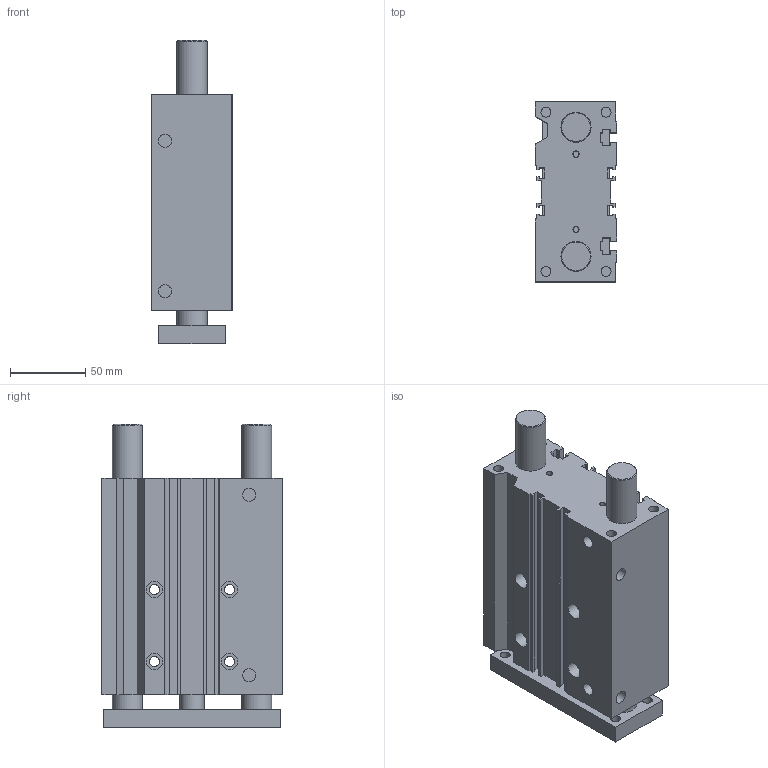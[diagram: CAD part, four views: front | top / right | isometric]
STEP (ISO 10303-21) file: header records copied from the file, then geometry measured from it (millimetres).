
FILE_DESCRIPTION((''),'2;1');
FILE_NAME('6100400100B.stp','2009-04-23T08:35:09',('valotma1'),(''),'Autodesk Inventor 2009','Autodesk Inventor 2009','');
FILE_SCHEMA(('AUTOMOTIVE_DESIGN { 1 0 10303 214 1 1 1 1 }'));
Length unit declared in the file: millimetre
Products named in the file (3): 6100400100B; CORPO Ø40 C100 B; PIASTRA Ø40 C100 B
Assembly tree (2 placements, depth 2):
  6100400100B
    CORPO Ø40 C100 B
    PIASTRA Ø40 C100 B
Bounding box: 54 x 120 x 202 mm (x, y, z)
Volume: 939928 mm3; surface area: 151596.6 mm2
Topology: 2 solids, 2 shells, 166 faces, 417 edges, 277 vertices
Faces by surface type: plane 100, bspline 55, cylinder 9, cone 2
Full cylindrical faces by diameter (mm): 16 x1, 20 x2
Entity records: 5242 total; most frequent: CARTESIAN_POINT 1386, ORIENTED_EDGE 750, DIRECTION 688, EDGE_CURVE 375, VECTOR 294, LINE 294, VERTEX_POINT 269, EDGE_LOOP 242
